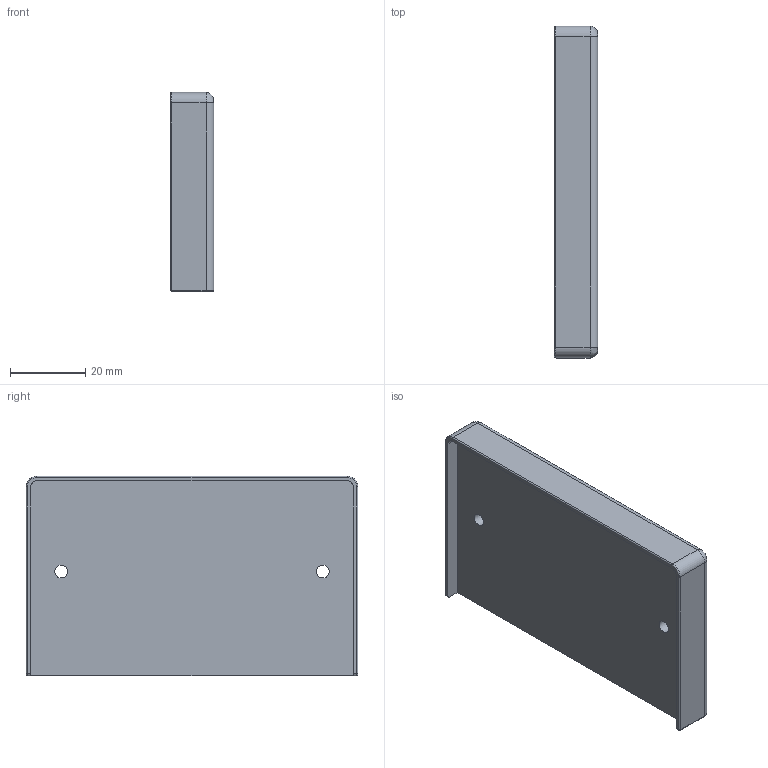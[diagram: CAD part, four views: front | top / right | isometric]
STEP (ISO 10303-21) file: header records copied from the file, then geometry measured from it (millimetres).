
FILE_DESCRIPTION(/* description */ (''),/* implementation_level */ '2;1');
FILE_NAME(/* name */ 'RIGHT ENDCAP V9.step',/* time_stamp */ '2026-01-03T22:39:26-08:00',/* author */ (''),/* organization */ (''),/* preprocessor_version */ 'ST-DEVELOPER v20.1',/* originating_system */ 'Autodesk Translation Framework v14.21.0.0',/* authorisation */ '');
FILE_SCHEMA (('AUTOMOTIVE_DESIGN { 1 0 10303 214 3 1 1 }'));
Length unit declared in the file: millimetre
Products named in the file (1): RIGHT ENDCAP
Bounding box: 11.5 x 88.14 x 52.95 mm (x, y, z)
Volume: 37551.3 mm3; surface area: 12933.1 mm2
Topology: 1 solids, 1 shells, 43 faces, 95 edges, 58 vertices
Faces by surface type: cylinder 21, plane 14, torus 4, bspline 4
Full cylindrical faces by diameter (mm): 3.4 x2, 6.1 x2, 6.5 x2
Entity records: 1248 total; most frequent: CARTESIAN_POINT 229, DIRECTION 225, ORIENTED_EDGE 190, EDGE_CURVE 95, AXIS2_PLACEMENT_3D 90, VERTEX_POINT 58, EDGE_LOOP 51, CIRCLE 50
